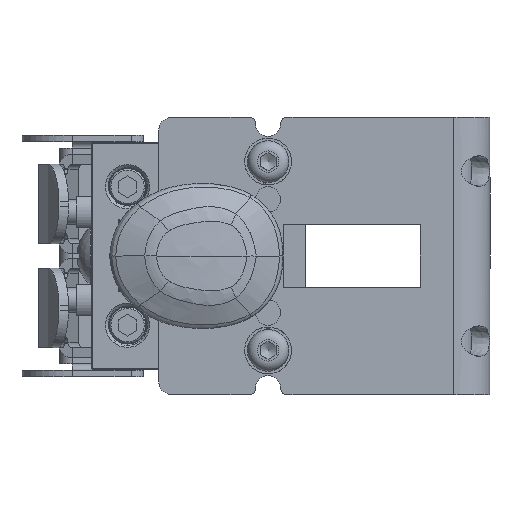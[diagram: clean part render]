
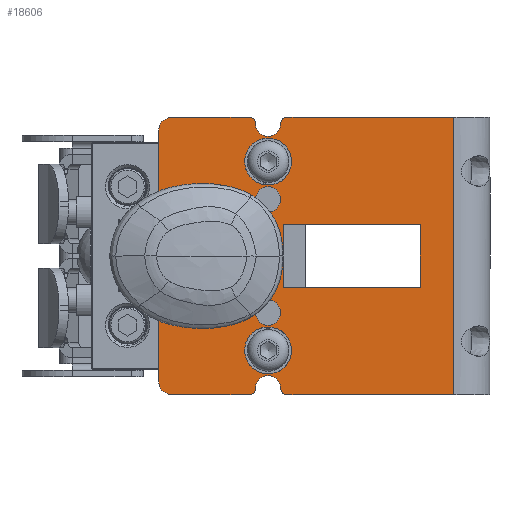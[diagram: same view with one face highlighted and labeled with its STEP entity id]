
A CAD part, left-side view. The second image highlights one B-rep face of the part: STEP entity #18606.
In plain terms, the highlighted planar face has unit normal (-1, 0, 0).
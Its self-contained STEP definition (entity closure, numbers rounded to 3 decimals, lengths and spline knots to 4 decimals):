
#684=FACE_BOUND('',#3082,.T.);
#685=FACE_BOUND('',#3083,.T.);
#686=FACE_BOUND('',#3084,.T.);
#687=FACE_BOUND('',#3085,.T.);
#688=FACE_BOUND('',#3086,.T.);
#689=FACE_BOUND('',#3087,.T.);
#822=PLANE('',#19705);
#1249=CIRCLE('',#19607,0.0625);
#1270=CIRCLE('',#19630,0.125);
#1271=CIRCLE('',#19632,0.0625);
#1272=CIRCLE('',#19634,0.0625);
#1273=CIRCLE('',#19636,0.125);
#1274=CIRCLE('',#19638,0.0625);
#1275=CIRCLE('',#19641,0.125);
#1276=CIRCLE('',#19644,0.125);
#1277=CIRCLE('',#19647,0.25);
#1278=CIRCLE('',#19649,0.572);
#1279=CIRCLE('',#19651,0.25);
#1310=CIRCLE('',#19698,0.125);
#1311=CIRCLE('',#19700,0.125);
#1312=CIRCLE('',#19702,0.125);
#1313=CIRCLE('',#19704,0.125);
#1314=CIRCLE('',#19706,0.4425);
#2072=FACE_OUTER_BOUND('',#3081,.T.);
#3081=EDGE_LOOP('',(#12827,#12828,#12829,#12830,#12831,#12832,#12833,#12834,
#12835,#12836,#12837,#12838,#12839,#12840,#12841,#12842,#12843,#12844));
#3082=EDGE_LOOP('',(#12845,#12846,#12847,#12848));
#3083=EDGE_LOOP('',(#12849));
#3084=EDGE_LOOP('',(#12850));
#3085=EDGE_LOOP('',(#12851));
#3086=EDGE_LOOP('',(#12852));
#3087=EDGE_LOOP('',(#12853));
#4199=LINE('',#25576,#5339);
#4202=LINE('',#25584,#5342);
#4205=LINE('',#25592,#5345);
#4210=LINE('',#25608,#5350);
#4211=LINE('',#25612,#5351);
#4214=LINE('',#25617,#5354);
#4216=LINE('',#25621,#5356);
#4218=LINE('',#25624,#5358);
#4233=LINE('',#25722,#5373);
#4234=LINE('',#25724,#5374);
#4235=LINE('',#25725,#5375);
#5339=VECTOR('',#21147,0.3937);
#5342=VECTOR('',#21156,0.3937);
#5345=VECTOR('',#21165,0.3937);
#5350=VECTOR('',#21184,0.3937);
#5351=VECTOR('',#21187,0.3937);
#5354=VECTOR('',#21192,0.3937);
#5356=VECTOR('',#21196,0.3937);
#5358=VECTOR('',#21200,0.3937);
#5373=VECTOR('',#21313,0.3937);
#5374=VECTOR('',#21314,0.3937);
#5375=VECTOR('',#21315,0.3937);
#7526=VERTEX_POINT('',#25484);
#7527=VERTEX_POINT('',#25486);
#7558=VERTEX_POINT('',#25552);
#7559=VERTEX_POINT('',#25556);
#7560=VERTEX_POINT('',#25560);
#7561=VERTEX_POINT('',#25561);
#7562=VERTEX_POINT('',#25566);
#7563=VERTEX_POINT('',#25570);
#7564=VERTEX_POINT('',#25574);
#7565=VERTEX_POINT('',#25578);
#7566=VERTEX_POINT('',#25580);
#7567=VERTEX_POINT('',#25586);
#7568=VERTEX_POINT('',#25587);
#7569=VERTEX_POINT('',#25594);
#7570=VERTEX_POINT('',#25596);
#7571=VERTEX_POINT('',#25600);
#7572=VERTEX_POINT('',#25604);
#7573=VERTEX_POINT('',#25610);
#7574=VERTEX_POINT('',#25611);
#7575=VERTEX_POINT('',#25616);
#7576=VERTEX_POINT('',#25620);
#7607=VERTEX_POINT('',#25706);
#7608=VERTEX_POINT('',#25710);
#7609=VERTEX_POINT('',#25714);
#7610=VERTEX_POINT('',#25718);
#7611=VERTEX_POINT('',#25723);
#7612=VERTEX_POINT('',#25726);
#9651=EDGE_CURVE('',#7526,#7527,#1249,.T.);
#9684=EDGE_CURVE('',#7558,#7527,#1270,.T.);
#9686=EDGE_CURVE('',#7558,#7559,#1271,.T.);
#9688=EDGE_CURVE('',#7560,#7561,#1272,.T.);
#9692=EDGE_CURVE('',#7560,#7562,#1273,.T.);
#9694=EDGE_CURVE('',#7563,#7562,#1274,.T.);
#9696=EDGE_CURVE('',#7564,#7563,#4199,.T.);
#9698=EDGE_CURVE('',#7565,#7566,#1275,.T.);
#9700=EDGE_CURVE('',#7561,#7565,#4202,.T.);
#9701=EDGE_CURVE('',#7567,#7568,#1276,.T.);
#9704=EDGE_CURVE('',#7568,#7526,#4205,.T.);
#9706=EDGE_CURVE('',#7569,#7570,#1277,.T.);
#9709=EDGE_CURVE('',#7569,#7571,#1278,.T.);
#9711=EDGE_CURVE('',#7572,#7571,#1279,.T.);
#9712=EDGE_CURVE('',#7572,#7566,#4210,.T.);
#9713=EDGE_CURVE('',#7573,#7574,#4211,.T.);
#9716=EDGE_CURVE('',#7574,#7575,#4214,.T.);
#9718=EDGE_CURVE('',#7575,#7576,#4216,.T.);
#9720=EDGE_CURVE('',#7576,#7573,#4218,.T.);
#9761=EDGE_CURVE('',#7607,#7607,#1310,.T.);
#9763=EDGE_CURVE('',#7608,#7608,#1311,.T.);
#9765=EDGE_CURVE('',#7609,#7609,#1312,.T.);
#9767=EDGE_CURVE('',#7610,#7610,#1313,.T.);
#9769=EDGE_CURVE('',#7567,#7570,#4233,.T.);
#9770=EDGE_CURVE('',#7564,#7611,#4234,.T.);
#9771=EDGE_CURVE('',#7559,#7611,#4235,.T.);
#9772=EDGE_CURVE('',#7612,#7612,#1314,.T.);
#12827=ORIENTED_EDGE('',*,*,#9651,.F.);
#12828=ORIENTED_EDGE('',*,*,#9704,.F.);
#12829=ORIENTED_EDGE('',*,*,#9701,.F.);
#12830=ORIENTED_EDGE('',*,*,#9769,.T.);
#12831=ORIENTED_EDGE('',*,*,#9706,.F.);
#12832=ORIENTED_EDGE('',*,*,#9709,.T.);
#12833=ORIENTED_EDGE('',*,*,#9711,.F.);
#12834=ORIENTED_EDGE('',*,*,#9712,.T.);
#12835=ORIENTED_EDGE('',*,*,#9698,.F.);
#12836=ORIENTED_EDGE('',*,*,#9700,.F.);
#12837=ORIENTED_EDGE('',*,*,#9688,.F.);
#12838=ORIENTED_EDGE('',*,*,#9692,.T.);
#12839=ORIENTED_EDGE('',*,*,#9694,.F.);
#12840=ORIENTED_EDGE('',*,*,#9696,.F.);
#12841=ORIENTED_EDGE('',*,*,#9770,.T.);
#12842=ORIENTED_EDGE('',*,*,#9771,.F.);
#12843=ORIENTED_EDGE('',*,*,#9686,.F.);
#12844=ORIENTED_EDGE('',*,*,#9684,.T.);
#12845=ORIENTED_EDGE('',*,*,#9718,.T.);
#12846=ORIENTED_EDGE('',*,*,#9720,.T.);
#12847=ORIENTED_EDGE('',*,*,#9713,.T.);
#12848=ORIENTED_EDGE('',*,*,#9716,.T.);
#12849=ORIENTED_EDGE('',*,*,#9772,.T.);
#12850=ORIENTED_EDGE('',*,*,#9767,.T.);
#12851=ORIENTED_EDGE('',*,*,#9765,.T.);
#12852=ORIENTED_EDGE('',*,*,#9763,.T.);
#12853=ORIENTED_EDGE('',*,*,#9761,.T.);
#18606=ADVANCED_FACE('',(#2072,#684,#685,#686,#687,#688,#689),#822,.F.);
#19607=AXIS2_PLACEMENT_3D('',#25487,#21062,#21063);
#19630=AXIS2_PLACEMENT_3D('',#25553,#21120,#21121);
#19632=AXIS2_PLACEMENT_3D('',#25557,#21125,#21126);
#19634=AXIS2_PLACEMENT_3D('',#25562,#21130,#21131);
#19636=AXIS2_PLACEMENT_3D('',#25568,#21137,#21138);
#19638=AXIS2_PLACEMENT_3D('',#25572,#21142,#21143);
#19641=AXIS2_PLACEMENT_3D('',#25581,#21151,#21152);
#19644=AXIS2_PLACEMENT_3D('',#25588,#21159,#21160);
#19647=AXIS2_PLACEMENT_3D('',#25597,#21169,#21170);
#19649=AXIS2_PLACEMENT_3D('',#25602,#21175,#21176);
#19651=AXIS2_PLACEMENT_3D('',#25606,#21180,#21181);
#19698=AXIS2_PLACEMENT_3D('',#25707,#21293,#21294);
#19700=AXIS2_PLACEMENT_3D('',#25711,#21298,#21299);
#19702=AXIS2_PLACEMENT_3D('',#25715,#21303,#21304);
#19704=AXIS2_PLACEMENT_3D('',#25719,#21308,#21309);
#19705=AXIS2_PLACEMENT_3D('',#25721,#21311,#21312);
#19706=AXIS2_PLACEMENT_3D('',#25727,#21316,#21317);
#21062=DIRECTION('center_axis',(1.,0.,0.));
#21063=DIRECTION('ref_axis',(0.,-0.708,0.706));
#21120=DIRECTION('center_axis',(1.,0.,0.));
#21121=DIRECTION('ref_axis',(0.,0.,-1.));
#21125=DIRECTION('center_axis',(1.,0.,0.));
#21126=DIRECTION('ref_axis',(0.,0.708,0.706));
#21130=DIRECTION('center_axis',(1.,0.,0.));
#21131=DIRECTION('ref_axis',(0.,-0.708,-0.706));
#21137=DIRECTION('center_axis',(1.,0.,0.));
#21138=DIRECTION('ref_axis',(0.,0.,-1.));
#21142=DIRECTION('center_axis',(1.,0.,0.));
#21143=DIRECTION('ref_axis',(0.,0.708,-0.706));
#21147=DIRECTION('',(0.,1.,0.));
#21151=DIRECTION('center_axis',(1.,0.,0.));
#21152=DIRECTION('ref_axis',(0.,0.707,-0.707));
#21156=DIRECTION('',(0.,1.,0.));
#21159=DIRECTION('center_axis',(1.,0.,0.));
#21160=DIRECTION('ref_axis',(0.,0.707,0.707));
#21165=DIRECTION('',(0.,-1.,0.));
#21169=DIRECTION('center_axis',(-1.,0.,0.));
#21170=DIRECTION('ref_axis',(0.,-0.914,-0.407));
#21175=DIRECTION('center_axis',(-1.,0.,0.));
#21176=DIRECTION('ref_axis',(0.,-0.525,0.851));
#21180=DIRECTION('center_axis',(-1.,0.,0.));
#21181=DIRECTION('ref_axis',(0.,-0.914,0.407));
#21184=DIRECTION('',(0.,0.,-1.));
#21187=DIRECTION('',(0.,1.,0.));
#21192=DIRECTION('',(0.,0.,1.));
#21196=DIRECTION('',(0.,-1.,0.));
#21200=DIRECTION('',(0.,0.,-1.));
#21293=DIRECTION('center_axis',(1.,0.,0.));
#21294=DIRECTION('ref_axis',(0.,0.,-1.));
#21298=DIRECTION('center_axis',(1.,0.,0.));
#21299=DIRECTION('ref_axis',(0.,0.,-1.));
#21303=DIRECTION('center_axis',(1.,0.,0.));
#21304=DIRECTION('ref_axis',(0.,0.,-1.));
#21308=DIRECTION('center_axis',(1.,0.,0.));
#21309=DIRECTION('ref_axis',(0.,0.,-1.));
#21311=DIRECTION('center_axis',(1.,0.,0.));
#21312=DIRECTION('ref_axis',(0.,1.,0.));
#21313=DIRECTION('',(0.,0.,-1.));
#21314=DIRECTION('',(0.,0.,1.));
#21315=DIRECTION('',(0.,-1.,0.));
#21316=DIRECTION('center_axis',(1.,0.,0.));
#21317=DIRECTION('ref_axis',(0.,0.,-1.));
#25484=CARTESIAN_POINT('',(0.,0.5966,1.375));
#25486=CARTESIAN_POINT('',(0.,0.5341,1.3123));
#25487=CARTESIAN_POINT('Origin',(0.,0.5966,1.3125));
#25552=CARTESIAN_POINT('',(0.,0.2841,1.3123));
#25553=CARTESIAN_POINT('Origin',(0.,0.4091,1.312));
#25556=CARTESIAN_POINT('',(0.,0.2216,1.375));
#25557=CARTESIAN_POINT('Origin',(0.,0.2216,1.3125));
#25560=CARTESIAN_POINT('',(0.,0.5341,-1.3123));
#25561=CARTESIAN_POINT('',(0.,0.5966,-1.375));
#25562=CARTESIAN_POINT('Origin',(0.,0.5966,-1.3125));
#25566=CARTESIAN_POINT('',(0.,0.2841,-1.3123));
#25568=CARTESIAN_POINT('Origin',(0.,0.4091,-1.312));
#25570=CARTESIAN_POINT('',(0.,0.2216,-1.375));
#25572=CARTESIAN_POINT('Origin',(0.,0.2216,-1.3125));
#25574=CARTESIAN_POINT('',(0.,-1.4349,-1.375));
#25576=CARTESIAN_POINT('',(0.,-1.7935,-1.375));
#25578=CARTESIAN_POINT('',(0.,1.3685,-1.375));
#25580=CARTESIAN_POINT('',(0.,1.4935,-1.25));
#25581=CARTESIAN_POINT('Origin',(0.,1.3685,-1.25));
#25584=CARTESIAN_POINT('',(0.,-1.7935,-1.375));
#25586=CARTESIAN_POINT('',(0.,1.4935,1.25));
#25587=CARTESIAN_POINT('',(0.,1.3685,1.375));
#25588=CARTESIAN_POINT('Origin',(0.,1.3685,1.25));
#25592=CARTESIAN_POINT('',(0.,1.7935,1.375));
#25594=CARTESIAN_POINT('',(0.,1.5762,0.4251));
#25596=CARTESIAN_POINT('',(0.,1.4935,0.6108));
#25597=CARTESIAN_POINT('Origin',(0.,1.7435,0.6108));
#25600=CARTESIAN_POINT('',(0.,1.5762,-0.4251));
#25602=CARTESIAN_POINT('Origin',(0.,1.1934,0.));
#25604=CARTESIAN_POINT('',(0.,1.4935,-0.6108));
#25606=CARTESIAN_POINT('Origin',(0.,1.7435,-0.6108));
#25608=CARTESIAN_POINT('',(0.,1.4935,-0.6875));
#25610=CARTESIAN_POINT('',(0.,-1.1015,-0.3125));
#25611=CARTESIAN_POINT('',(0.,0.261,-0.3125));
#25612=CARTESIAN_POINT('',(0.,-0.5507,-0.3125));
#25616=CARTESIAN_POINT('',(0.,0.261,0.3125));
#25617=CARTESIAN_POINT('',(0.,0.261,-0.1563));
#25620=CARTESIAN_POINT('',(0.,-1.1015,0.3125));
#25621=CARTESIAN_POINT('',(0.,0.1305,0.3125));
#25624=CARTESIAN_POINT('',(0.,-1.1015,0.1563));
#25706=CARTESIAN_POINT('',(0.,0.4091,-0.437));
#25707=CARTESIAN_POINT('Origin',(0.,0.4091,-0.562));
#25710=CARTESIAN_POINT('',(0.,0.4091,1.062));
#25711=CARTESIAN_POINT('Origin',(0.,0.4091,0.937));
#25714=CARTESIAN_POINT('',(0.,0.4091,0.687));
#25715=CARTESIAN_POINT('Origin',(0.,0.4091,0.562));
#25718=CARTESIAN_POINT('',(0.,0.4091,-0.812));
#25719=CARTESIAN_POINT('Origin',(0.,0.4091,-0.937));
#25721=CARTESIAN_POINT('Origin',(0.,0.,0.));
#25722=CARTESIAN_POINT('',(0.,1.4935,0.2435));
#25723=CARTESIAN_POINT('',(0.,-1.4349,1.375));
#25724=CARTESIAN_POINT('',(0.,-1.4349,0.6875));
#25725=CARTESIAN_POINT('',(0.,1.7935,1.375));
#25726=CARTESIAN_POINT('',(0.,1.1508,0.4425));
#25727=CARTESIAN_POINT('Origin',(0.,1.1508,0.));
